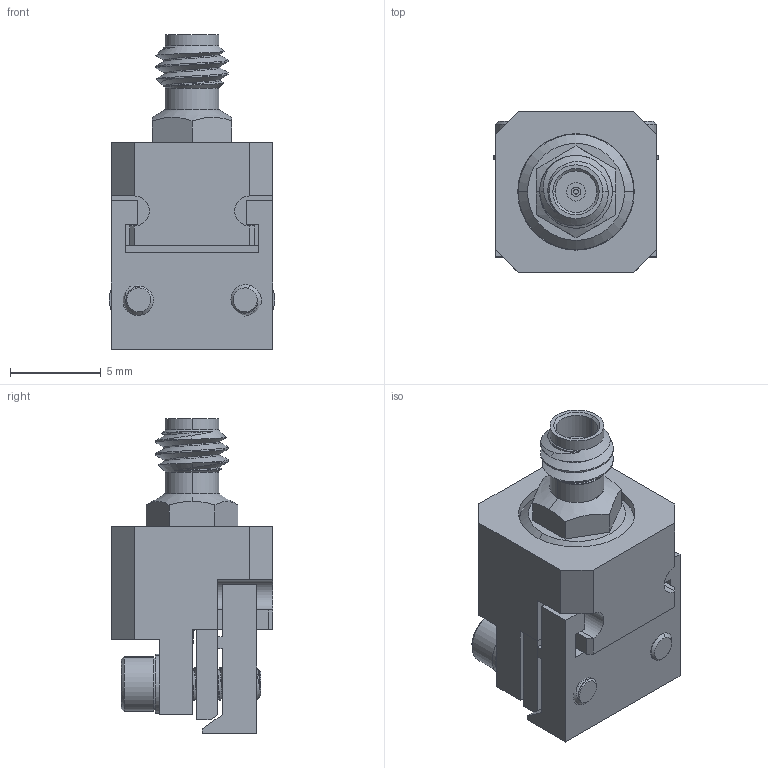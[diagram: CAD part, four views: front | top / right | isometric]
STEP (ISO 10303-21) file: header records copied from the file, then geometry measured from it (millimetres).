
FILE_DESCRIPTION (( 'STEP AP203' ), '1' );
FILE_NAME ('PE45403.step', '2018-09-12T22:25:57', ( '' ), ( '' ), 'SwSTEP 2.0', 'SolidWorks 2017', '' );
FILE_SCHEMA (( 'CONFIG_CONTROL_DESIGN' ));
Length unit declared in the file: inch
Products named in the file (5): PE45403; Copy of PE45403-Body^PE45403; Copy of 1-72 SHCS x .3125^PE45403_92196A067; Copy of Grounding Plate^PE45403; Copy of Threaded Clamping Plate^PE45403
Assembly tree (5 placements, depth 2):
  PE45403
    Copy of PE45403-Body^PE45403
    Copy of Grounding Plate^PE45403
    Copy of Threaded Clamping Plate^PE45403
    Copy of 1-72 SHCS x .3125^PE45403_92196A067  x2
Bounding box: 9.09 x 8.89 x 17.3 mm (x, y, z)
Volume: 705.4 mm3; surface area: 1156.6 mm2
Topology: 9 solids, 9 shells, 319 faces, 820 edges, 532 vertices
Faces by surface type: cylinder 174, plane 100, cone 38, bspline 7
Entity records: 9440 total; most frequent: CARTESIAN_POINT 3804, ORIENTED_EDGE 1146, DIRECTION 970, EDGE_CURVE 573, VERTEX_POINT 373, AXIS2_PLACEMENT_3D 338, VECTOR 294, LINE 294
